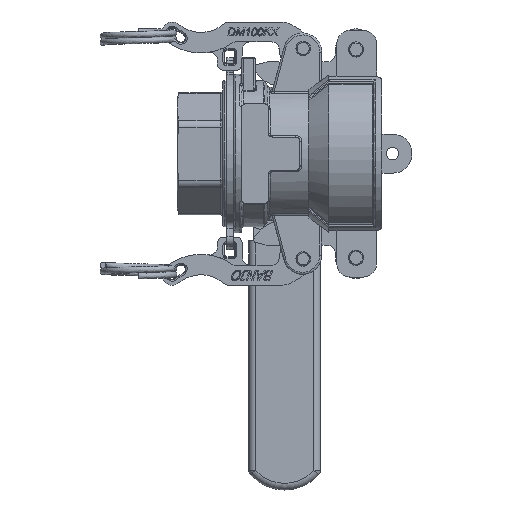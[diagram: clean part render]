
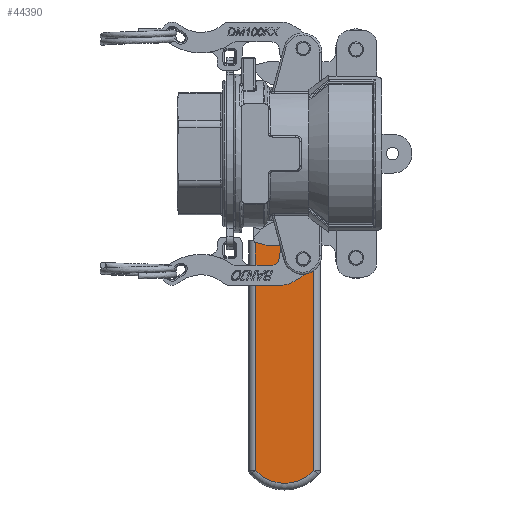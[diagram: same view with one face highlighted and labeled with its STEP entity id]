
A CAD part, front view. The second image highlights one B-rep face of the part: STEP entity #44390.
In plain terms, the highlighted face is planar.
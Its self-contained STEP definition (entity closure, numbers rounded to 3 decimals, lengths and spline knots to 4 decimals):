
#4372=PLANE('',#47753);
#7344=LINE('',#96446,#10673);
#7346=LINE('',#96452,#10675);
#7347=LINE('',#96453,#10676);
#10673=VECTOR('',#56131,0.3937);
#10675=VECTOR('',#56137,0.3937);
#10676=VECTOR('',#56138,0.3937);
#13803=FACE_OUTER_BOUND('',#16524,.T.);
#16524=EDGE_LOOP('',(#39971,#39972,#39973,#39974));
#17945=CIRCLE('',#47739,0.59);
#22006=VERTEX_POINT('',#96425);
#22007=VERTEX_POINT('',#96427);
#22010=VERTEX_POINT('',#96445);
#22012=VERTEX_POINT('',#96451);
#28077=EDGE_CURVE('',#22006,#22007,#17945,.T.);
#28087=EDGE_CURVE('',#22007,#22010,#7344,.T.);
#28090=EDGE_CURVE('',#22012,#22006,#7346,.T.);
#28091=EDGE_CURVE('',#22010,#22012,#7347,.T.);
#39971=ORIENTED_EDGE('',*,*,#28077,.F.);
#39972=ORIENTED_EDGE('',*,*,#28090,.F.);
#39973=ORIENTED_EDGE('',*,*,#28091,.F.);
#39974=ORIENTED_EDGE('',*,*,#28087,.F.);
#44390=ADVANCED_FACE('',(#13803),#4372,.F.);
#47739=AXIS2_PLACEMENT_3D('',#96428,#56103,#56104);
#47753=AXIS2_PLACEMENT_3D('',#96450,#56135,#56136);
#56103=DIRECTION('center_axis',(0.,0.,1.));
#56104=DIRECTION('ref_axis',(-1.,0.,0.));
#56131=DIRECTION('',(1.,0.,0.));
#56135=DIRECTION('center_axis',(0.,0.,1.));
#56136=DIRECTION('ref_axis',(1.,0.,0.));
#56137=DIRECTION('',(-1.,0.,0.));
#56138=DIRECTION('',(0.,1.,0.));
#96425=CARTESIAN_POINT('',(-4.7681,0.44,-0.14));
#96427=CARTESIAN_POINT('',(-4.7681,-0.44,-0.14));
#96428=CARTESIAN_POINT('Origin',(-4.375,0.,-0.14));
#96445=CARTESIAN_POINT('',(-1.315,-0.44,-0.14));
#96446=CARTESIAN_POINT('',(-3.9265,-0.44,-0.14));
#96450=CARTESIAN_POINT('Origin',(-3.0484,0.,
-0.14));
#96451=CARTESIAN_POINT('',(-1.315,0.44,-0.14));
#96452=CARTESIAN_POINT('',(-2.1817,0.44,-0.14));
#96453=CARTESIAN_POINT('',(-1.315,-0.54,-0.14));
